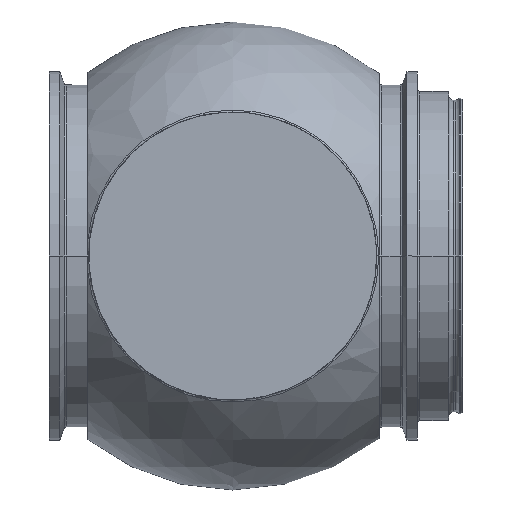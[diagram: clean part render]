
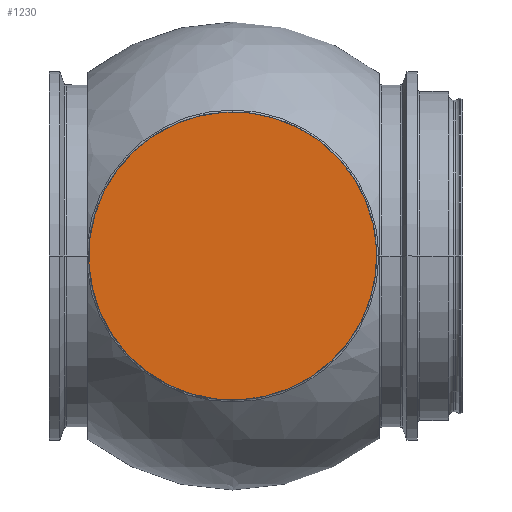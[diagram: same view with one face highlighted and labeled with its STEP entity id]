
A CAD part, left-side view. The second image highlights one B-rep face of the part: STEP entity #1230.
In plain terms, the highlighted planar face has unit normal (-1, 0, 0).
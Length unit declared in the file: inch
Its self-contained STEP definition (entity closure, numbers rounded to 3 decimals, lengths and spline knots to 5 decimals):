
#43 = VERTEX_POINT ( 'NONE', #221 ) ;
#147 = FACE_OUTER_BOUND ( 'NONE', #792, .T. ) ;
#155 = PLANE ( 'NONE',  #1308 ) ;
#212 = ORIENTED_EDGE ( 'NONE', *, *, #585, .F. ) ;
#221 = CARTESIAN_POINT ( 'NONE',  ( -6.015, 3.43377, -1.98545 ) ) ;
#278 = DIRECTION ( 'NONE',  ( -1., 0., 0. ) ) ;
#409 = DIRECTION ( 'NONE',  ( 1., 0., 0. ) ) ;
#420 = CARTESIAN_POINT ( 'NONE',  ( -6.015, 3.193, 0. ) ) ;
#523 = DIRECTION ( 'NONE',  ( 0., 0., 1. ) ) ;
#552 = EDGE_CURVE ( 'NONE', #43, #964, #651, .T. ) ;
#567 = AXIS2_PLACEMENT_3D ( 'NONE', #991, #409, #1091 ) ;
#585 = EDGE_CURVE ( 'NONE', #964, #43, #1144, .T. ) ;
#651 = CIRCLE ( 'NONE', #567, 2. ) ;
#673 = CARTESIAN_POINT ( 'NONE',  ( -6.015, 2.95223, 1.98545 ) ) ;
#692 = CARTESIAN_POINT ( 'NONE',  ( -6.015, -1.76, -6.57701 ) ) ;
#792 = EDGE_LOOP ( 'NONE', ( #1057, #212 ) ) ;
#964 = VERTEX_POINT ( 'NONE', #673 ) ;
#968 = DIRECTION ( 'NONE',  ( 0., 0., 1. ) ) ;
#991 = CARTESIAN_POINT ( 'NONE',  ( -6.015, 3.193, 0. ) ) ;
#1057 = ORIENTED_EDGE ( 'NONE', *, *, #552, .F. ) ;
#1091 = DIRECTION ( 'NONE',  ( 0., 0., 1. ) ) ;
#1099 = DIRECTION ( 'NONE',  ( 1., 0., 0. ) ) ;
#1144 = CIRCLE ( 'NONE', #1151, 2. ) ;
#1151 = AXIS2_PLACEMENT_3D ( 'NONE', #420, #1099, #523 ) ;
#1230 = ADVANCED_FACE ( 'NONE', ( #147 ), #155, .T. ) ;
#1308 = AXIS2_PLACEMENT_3D ( 'NONE', #692, #278, #968 ) ;
